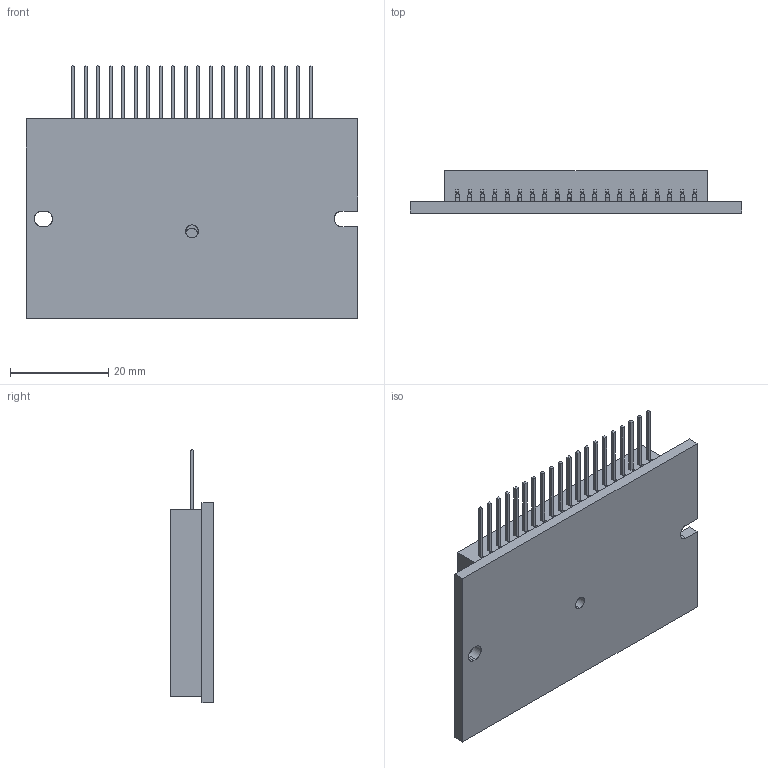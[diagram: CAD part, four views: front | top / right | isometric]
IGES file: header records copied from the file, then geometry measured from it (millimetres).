
Start section: SolidWorks IGES file using analytic representation for surfaces
Global section: file name: HTC-1500.IGS; native system: SolidWorks 2022; preprocessor: SolidWorks 2022; author: User; date: 230623.070443; units: inch
Bounding box: 67.31 x 8.64 x 51.55 mm (x, y, z)
Surface area: 18444.8 mm2 (no closed solid volume)
Topology: 0 solids, 0 shells, 1446 faces, 9566 edges, 9566 vertices
Faces by surface type: bspline 1163, revolution 283
